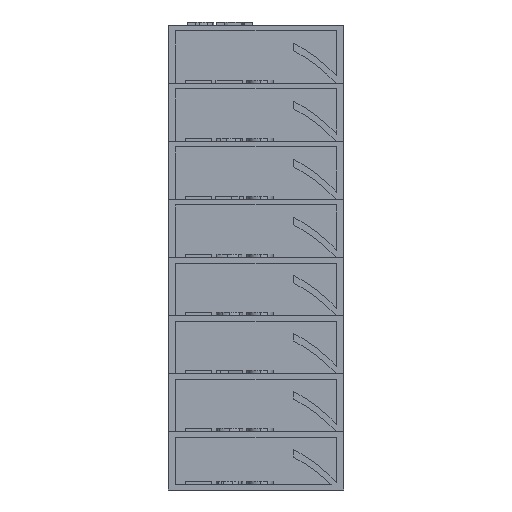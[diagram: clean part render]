
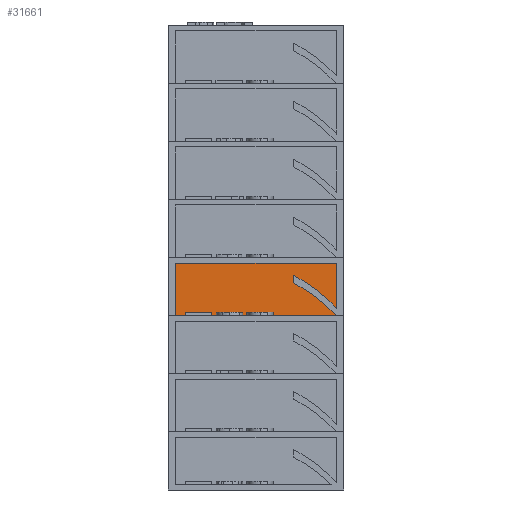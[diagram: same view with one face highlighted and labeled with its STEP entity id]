
A CAD part, front view. The second image highlights one B-rep face of the part: STEP entity #31661.
In plain terms, the highlighted planar face has unit normal (0, -1, 0).
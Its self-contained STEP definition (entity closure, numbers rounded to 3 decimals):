
#30718 = PLANE('',#30719);
#30719 = AXIS2_PLACEMENT_3D('',#30720,#30721,#30722);
#30720 = CARTESIAN_POINT('',(0.,2.331,29.7));
#30721 = DIRECTION('',(0.,0.,1.));
#30722 = DIRECTION('',(1.,0.,0.));
#30855 = VERTEX_POINT('',#30856);
#30856 = CARTESIAN_POINT('',(13.7,3.7,29.7));
#30870 = PLANE('',#30871);
#30871 = AXIS2_PLACEMENT_3D('',#30872,#30873,#30874);
#30872 = CARTESIAN_POINT('',(13.7,-5.,29.7));
#30873 = DIRECTION('',(-1.,0.,0.));
#30874 = DIRECTION('',(0.,1.,0.));
#30882 = EDGE_CURVE('',#30855,#30883,#30885,.T.);
#30883 = VERTEX_POINT('',#30884);
#30884 = CARTESIAN_POINT('',(-13.7,3.7,29.7));
#30885 = SURFACE_CURVE('',#30886,(#30890,#30897),.PCURVE_S1.);
#30886 = LINE('',#30887,#30888);
#30887 = CARTESIAN_POINT('',(13.7,3.7,29.7));
#30888 = VECTOR('',#30889,1.);
#30889 = DIRECTION('',(-1.,0.,0.));
#30890 = PCURVE('',#30718,#30891);
#30891 = DEFINITIONAL_REPRESENTATION('',(#30892),#30896);
#30892 = LINE('',#30893,#30894);
#30893 = CARTESIAN_POINT('',(13.7,1.369));
#30894 = VECTOR('',#30895,1.);
#30895 = DIRECTION('',(-1.,0.));
#30896 = ( GEOMETRIC_REPRESENTATION_CONTEXT(2) 
PARAMETRIC_REPRESENTATION_CONTEXT() REPRESENTATION_CONTEXT('2D SPACE',''
  ) );
#30897 = PCURVE('',#30898,#30903);
#30898 = PLANE('',#30899);
#30899 = AXIS2_PLACEMENT_3D('',#30900,#30901,#30902);
#30900 = CARTESIAN_POINT('',(13.7,3.7,29.7));
#30901 = DIRECTION('',(0.,-1.,0.));
#30902 = DIRECTION('',(-1.,0.,0.));
#30903 = DEFINITIONAL_REPRESENTATION('',(#30904),#30908);
#30904 = LINE('',#30905,#30906);
#30905 = CARTESIAN_POINT('',(0.,-0.));
#30906 = VECTOR('',#30907,1.);
#30907 = DIRECTION('',(1.,0.));
#30908 = ( GEOMETRIC_REPRESENTATION_CONTEXT(2) 
PARAMETRIC_REPRESENTATION_CONTEXT() REPRESENTATION_CONTEXT('2D SPACE',''
  ) );
#30926 = PLANE('',#30927);
#30927 = AXIS2_PLACEMENT_3D('',#30928,#30929,#30930);
#30928 = CARTESIAN_POINT('',(-13.7,3.7,29.7));
#30929 = DIRECTION('',(1.,0.,0.));
#30930 = DIRECTION('',(0.,-1.,0.));
#31211 = PLANE('',#31212);
#31212 = AXIS2_PLACEMENT_3D('',#31213,#31214,#31215);
#31213 = CARTESIAN_POINT('',(0.,0.,38.7));
#31214 = DIRECTION('',(0.,0.,1.));
#31215 = DIRECTION('',(1.,0.,0.));
#31618 = VERTEX_POINT('',#31619);
#31619 = CARTESIAN_POINT('',(13.7,3.7,38.7));
#31640 = EDGE_CURVE('',#30855,#31618,#31641,.T.);
#31641 = SURFACE_CURVE('',#31642,(#31646,#31653),.PCURVE_S1.);
#31642 = LINE('',#31643,#31644);
#31643 = CARTESIAN_POINT('',(13.7,3.7,29.7));
#31644 = VECTOR('',#31645,1.);
#31645 = DIRECTION('',(0.,0.,1.));
#31646 = PCURVE('',#30870,#31647);
#31647 = DEFINITIONAL_REPRESENTATION('',(#31648),#31652);
#31648 = LINE('',#31649,#31650);
#31649 = CARTESIAN_POINT('',(8.7,0.));
#31650 = VECTOR('',#31651,1.);
#31651 = DIRECTION('',(0.,-1.));
#31652 = ( GEOMETRIC_REPRESENTATION_CONTEXT(2) 
PARAMETRIC_REPRESENTATION_CONTEXT() REPRESENTATION_CONTEXT('2D SPACE',''
  ) );
#31653 = PCURVE('',#30898,#31654);
#31654 = DEFINITIONAL_REPRESENTATION('',(#31655),#31659);
#31655 = LINE('',#31656,#31657);
#31656 = CARTESIAN_POINT('',(0.,-0.));
#31657 = VECTOR('',#31658,1.);
#31658 = DIRECTION('',(0.,-1.));
#31659 = ( GEOMETRIC_REPRESENTATION_CONTEXT(2) 
PARAMETRIC_REPRESENTATION_CONTEXT() REPRESENTATION_CONTEXT('2D SPACE',''
  ) );
#31661 = ADVANCED_FACE('',(#31662),#30898,.T.);
#31662 = FACE_BOUND('',#31663,.T.);
#31663 = EDGE_LOOP('',(#31664,#31665,#31666,#31689));
#31664 = ORIENTED_EDGE('',*,*,#30882,.F.);
#31665 = ORIENTED_EDGE('',*,*,#31640,.T.);
#31666 = ORIENTED_EDGE('',*,*,#31667,.T.);
#31667 = EDGE_CURVE('',#31618,#31668,#31670,.T.);
#31668 = VERTEX_POINT('',#31669);
#31669 = CARTESIAN_POINT('',(-13.7,3.7,38.7));
#31670 = SURFACE_CURVE('',#31671,(#31675,#31682),.PCURVE_S1.);
#31671 = LINE('',#31672,#31673);
#31672 = CARTESIAN_POINT('',(6.85,3.7,38.7));
#31673 = VECTOR('',#31674,1.);
#31674 = DIRECTION('',(-1.,0.,0.));
#31675 = PCURVE('',#30898,#31676);
#31676 = DEFINITIONAL_REPRESENTATION('',(#31677),#31681);
#31677 = LINE('',#31678,#31679);
#31678 = CARTESIAN_POINT('',(6.85,-9.));
#31679 = VECTOR('',#31680,1.);
#31680 = DIRECTION('',(1.,0.));
#31681 = ( GEOMETRIC_REPRESENTATION_CONTEXT(2) 
PARAMETRIC_REPRESENTATION_CONTEXT() REPRESENTATION_CONTEXT('2D SPACE',''
  ) );
#31682 = PCURVE('',#31211,#31683);
#31683 = DEFINITIONAL_REPRESENTATION('',(#31684),#31688);
#31684 = LINE('',#31685,#31686);
#31685 = CARTESIAN_POINT('',(6.85,3.7));
#31686 = VECTOR('',#31687,1.);
#31687 = DIRECTION('',(-1.,0.));
#31688 = ( GEOMETRIC_REPRESENTATION_CONTEXT(2) 
PARAMETRIC_REPRESENTATION_CONTEXT() REPRESENTATION_CONTEXT('2D SPACE',''
  ) );
#31689 = ORIENTED_EDGE('',*,*,#31690,.F.);
#31690 = EDGE_CURVE('',#30883,#31668,#31691,.T.);
#31691 = SURFACE_CURVE('',#31692,(#31696,#31703),.PCURVE_S1.);
#31692 = LINE('',#31693,#31694);
#31693 = CARTESIAN_POINT('',(-13.7,3.7,29.7));
#31694 = VECTOR('',#31695,1.);
#31695 = DIRECTION('',(0.,0.,1.));
#31696 = PCURVE('',#30898,#31697);
#31697 = DEFINITIONAL_REPRESENTATION('',(#31698),#31702);
#31698 = LINE('',#31699,#31700);
#31699 = CARTESIAN_POINT('',(27.4,0.));
#31700 = VECTOR('',#31701,1.);
#31701 = DIRECTION('',(0.,-1.));
#31702 = ( GEOMETRIC_REPRESENTATION_CONTEXT(2) 
PARAMETRIC_REPRESENTATION_CONTEXT() REPRESENTATION_CONTEXT('2D SPACE',''
  ) );
#31703 = PCURVE('',#30926,#31704);
#31704 = DEFINITIONAL_REPRESENTATION('',(#31705),#31709);
#31705 = LINE('',#31706,#31707);
#31706 = CARTESIAN_POINT('',(0.,0.));
#31707 = VECTOR('',#31708,1.);
#31708 = DIRECTION('',(0.,-1.));
#31709 = ( GEOMETRIC_REPRESENTATION_CONTEXT(2) 
PARAMETRIC_REPRESENTATION_CONTEXT() REPRESENTATION_CONTEXT('2D SPACE',''
  ) );
